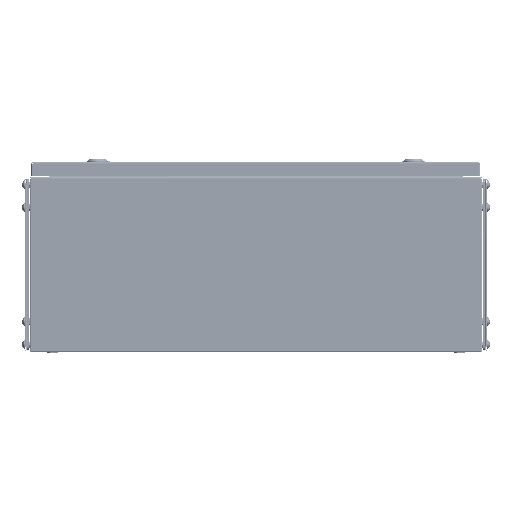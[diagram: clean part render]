
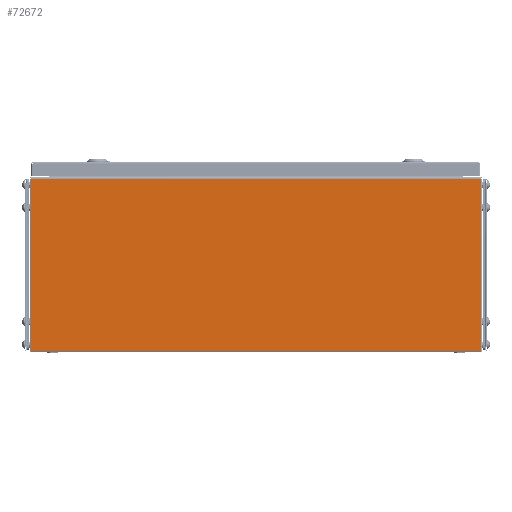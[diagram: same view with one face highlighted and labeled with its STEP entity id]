
A CAD part, left-side view. The second image highlights one B-rep face of the part: STEP entity #72672.
In plain terms, the highlighted planar face has unit normal (-1, 0, 0).
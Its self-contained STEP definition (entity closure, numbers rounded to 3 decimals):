
#61 = VERTEX_POINT ( 'NONE', #28922 ) ;
#1564 = EDGE_CURVE ( 'NONE', #49681, #61, #61231, .T. ) ;
#4895 = EDGE_CURVE ( 'NONE', #83957, #31876, #17935, .T. ) ;
#6922 = CARTESIAN_POINT ( 'NONE',  ( -300., -295.5, 0. ) ) ;
#14559 = LINE ( 'NONE', #6922, #70053 ) ;
#15500 = CARTESIAN_POINT ( 'NONE',  ( -300., -295.5, 1. ) ) ;
#17935 = LINE ( 'NONE', #24708, #83775 ) ;
#20678 = ORIENTED_EDGE ( 'NONE', *, *, #4895, .F. ) ;
#20853 = PLANE ( 'NONE',  #40628 ) ;
#24708 = CARTESIAN_POINT ( 'NONE',  ( -300., 295.5, 1. ) ) ;
#27648 = EDGE_CURVE ( 'NONE', #83957, #49681, #14559, .T. ) ;
#28922 = CARTESIAN_POINT ( 'NONE',  ( -300., 295.5, 227.5 ) ) ;
#29711 = ORIENTED_EDGE ( 'NONE', *, *, #1564, .T. ) ;
#31876 = VERTEX_POINT ( 'NONE', #32423 ) ;
#32423 = CARTESIAN_POINT ( 'NONE',  ( -300., 295.5, 1. ) ) ;
#33485 = DIRECTION ( 'NONE',  ( 0., 0., 1. ) ) ;
#38224 = DIRECTION ( 'NONE',  ( 0., 1., 0. ) ) ;
#38491 = VECTOR ( 'NONE', #62116, 1000. ) ;
#40628 = AXIS2_PLACEMENT_3D ( 'NONE', #87571, #82165, #75401 ) ;
#41023 = ORIENTED_EDGE ( 'NONE', *, *, #27648, .T. ) ;
#46532 = EDGE_CURVE ( 'NONE', #61, #31876, #51372, .T. ) ;
#49681 = VERTEX_POINT ( 'NONE', #58430 ) ;
#51372 = LINE ( 'NONE', #65781, #74321 ) ;
#54704 = FACE_OUTER_BOUND ( 'NONE', #55990, .T. ) ;
#55990 = EDGE_LOOP ( 'NONE', ( #29711, #81668, #20678, #41023 ) ) ;
#57707 = DIRECTION ( 'NONE',  ( 0., 0., -1. ) ) ;
#58430 = CARTESIAN_POINT ( 'NONE',  ( -300., -295.5, 227.5 ) ) ;
#61231 = LINE ( 'NONE', #81936, #38491 ) ;
#62116 = DIRECTION ( 'NONE',  ( 0., 1., 0. ) ) ;
#65781 = CARTESIAN_POINT ( 'NONE',  ( -300., 295.5, 0. ) ) ;
#70053 = VECTOR ( 'NONE', #33485, 1000. ) ;
#72672 = ADVANCED_FACE ( 'NONE', ( #54704 ), #20853, .F. ) ;
#74321 = VECTOR ( 'NONE', #57707, 1000. ) ;
#75401 = DIRECTION ( 'NONE',  ( 0., 0., -1. ) ) ;
#81668 = ORIENTED_EDGE ( 'NONE', *, *, #46532, .T. ) ;
#81936 = CARTESIAN_POINT ( 'NONE',  ( -300., -295.5, 227.5 ) ) ;
#82165 = DIRECTION ( 'NONE',  ( 1., 0., 0. ) ) ;
#83775 = VECTOR ( 'NONE', #38224, 1000. ) ;
#83957 = VERTEX_POINT ( 'NONE', #15500 ) ;
#87571 = CARTESIAN_POINT ( 'NONE',  ( -300., 0., 0. ) ) ;
